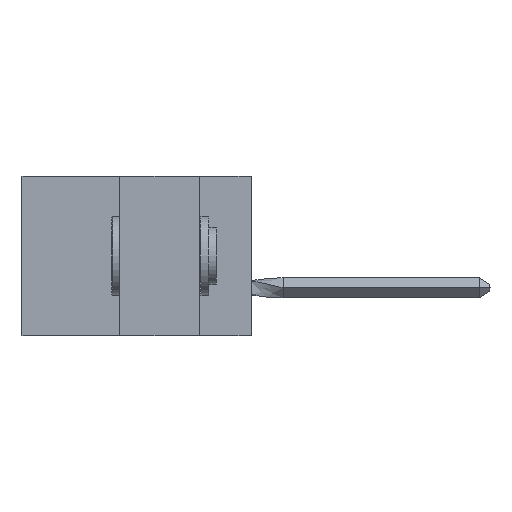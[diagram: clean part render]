
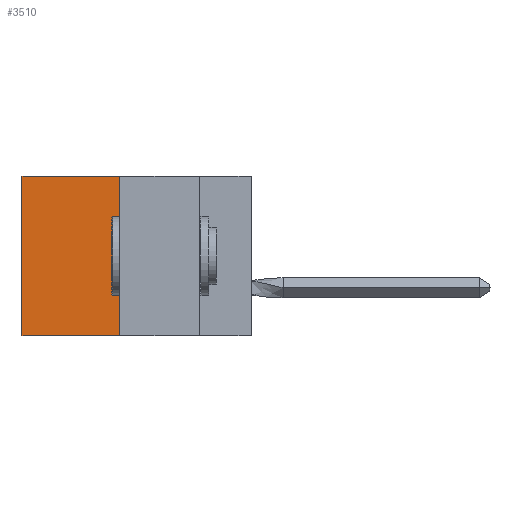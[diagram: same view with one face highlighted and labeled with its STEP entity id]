
A CAD part, left-side view. The second image highlights one B-rep face of the part: STEP entity #3510.
In plain terms, the highlighted planar face has unit normal (-1, 0, 0).
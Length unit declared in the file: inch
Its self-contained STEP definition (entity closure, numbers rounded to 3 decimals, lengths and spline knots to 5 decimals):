
#2871 = LINE ( 'NONE', #5680, #9110 ) ;
#2877 = CARTESIAN_POINT ( 'NONE',  ( 0.305, 0.72, -0.5 ) ) ;
#3174 = AXIS2_PLACEMENT_3D ( 'NONE', #15002, #17087, #4545 ) ;
#3510 = ADVANCED_FACE ( 'NONE', ( #21889 ), #10687, .F. ) ;
#3536 = LINE ( 'NONE', #17346, #21574 ) ;
#4137 = DIRECTION ( 'NONE',  ( 0., 1., 0. ) ) ;
#4485 = VERTEX_POINT ( 'NONE', #17835 ) ;
#4545 = DIRECTION ( 'NONE',  ( 0., 0., -1. ) ) ;
#5505 = ORIENTED_EDGE ( 'NONE', *, *, #7109, .F. ) ;
#5680 = CARTESIAN_POINT ( 'NONE',  ( 0.305, 0.413, 0. ) ) ;
#6304 = CARTESIAN_POINT ( 'NONE',  ( 0.305, 0.413, 0. ) ) ;
#7109 = EDGE_CURVE ( 'NONE', #17590, #15983, #3536, .T. ) ;
#8895 = EDGE_CURVE ( 'NONE', #4485, #9403, #26066, .T. ) ;
#8993 = CARTESIAN_POINT ( 'NONE',  ( 0.305, 0.413, -0.5 ) ) ;
#9110 = VECTOR ( 'NONE', #25996, 39.37008 ) ;
#9403 = VERTEX_POINT ( 'NONE', #20173 ) ;
#10687 = PLANE ( 'NONE',  #3174 ) ;
#13144 = ORIENTED_EDGE ( 'NONE', *, *, #8895, .T. ) ;
#13153 = EDGE_CURVE ( 'NONE', #17590, #4485, #2871, .T. ) ;
#14517 = CARTESIAN_POINT ( 'NONE',  ( 0.305, 0.413, -0.5 ) ) ;
#15002 = CARTESIAN_POINT ( 'NONE',  ( 0.305, 0.413, -0.5 ) ) ;
#15983 = VERTEX_POINT ( 'NONE', #8993 ) ;
#17087 = DIRECTION ( 'NONE',  ( 1., 0., 0. ) ) ;
#17346 = CARTESIAN_POINT ( 'NONE',  ( 0.305, 0.413, -0.5 ) ) ;
#17590 = VERTEX_POINT ( 'NONE', #6304 ) ;
#17835 = CARTESIAN_POINT ( 'NONE',  ( 0.305, 0.72, 0. ) ) ;
#18040 = LINE ( 'NONE', #14517, #26903 ) ;
#19678 = DIRECTION ( 'NONE',  ( 0., 0., -1. ) ) ;
#20161 = VECTOR ( 'NONE', #19678, 39.37008 ) ;
#20173 = CARTESIAN_POINT ( 'NONE',  ( 0.305, 0.72, -0.5 ) ) ;
#20524 = ORIENTED_EDGE ( 'NONE', *, *, #23260, .F. ) ;
#21574 = VECTOR ( 'NONE', #25676, 39.37008 ) ;
#21889 = FACE_OUTER_BOUND ( 'NONE', #24331, .T. ) ;
#23260 = EDGE_CURVE ( 'NONE', #15983, #9403, #18040, .T. ) ;
#24331 = EDGE_LOOP ( 'NONE', ( #13144, #20524, #5505, #24408 ) ) ;
#24408 = ORIENTED_EDGE ( 'NONE', *, *, #13153, .T. ) ;
#25676 = DIRECTION ( 'NONE',  ( 0., 0., -1. ) ) ;
#25996 = DIRECTION ( 'NONE',  ( 0., 1., 0. ) ) ;
#26066 = LINE ( 'NONE', #2877, #20161 ) ;
#26903 = VECTOR ( 'NONE', #4137, 39.37008 ) ;
